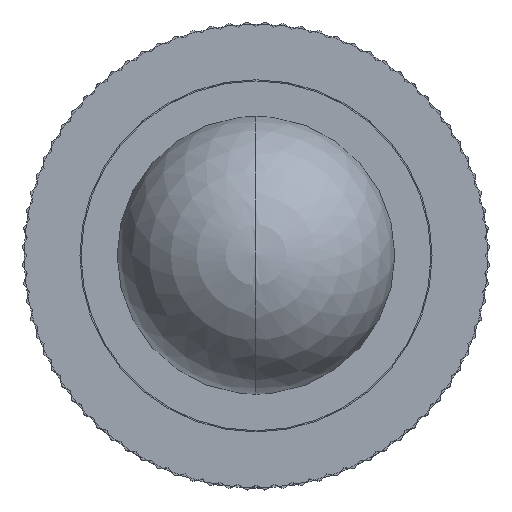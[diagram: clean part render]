
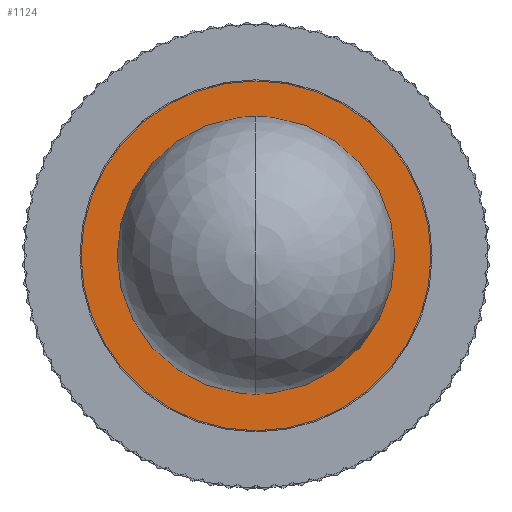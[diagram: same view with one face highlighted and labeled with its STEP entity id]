
A CAD part, top view. The second image highlights one B-rep face of the part: STEP entity #1124.
In plain terms, the highlighted planar face has unit normal (0, 0, 1).
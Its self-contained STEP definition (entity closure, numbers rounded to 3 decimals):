
#1124=ADVANCED_FACE('',(#2458,#2459),#2460,.F.);
#2458=FACE_BOUND('',#4008,.T.);
#2459=FACE_OUTER_BOUND('',#4009,.T.);
#2460=PLANE('',#4010);
#4008=EDGE_LOOP('',(#7271,#7272));
#4009=EDGE_LOOP('',(#7273,#7274));
#4010=AXIS2_PLACEMENT_3D('',#7275,#7276,#7277);
#7271=ORIENTED_EDGE('',*,*,#10586,.T.);
#7272=ORIENTED_EDGE('',*,*,#10729,.T.);
#7273=ORIENTED_EDGE('',*,*,#10562,.F.);
#7274=ORIENTED_EDGE('',*,*,#10506,.F.);
#7275=CARTESIAN_POINT('',(0.0,0.,0.));
#7276=DIRECTION('',(0.,0.,-1.0));
#7277=DIRECTION('',(0.0,1.0,0.));
#10506=EDGE_CURVE('',#13029,#13027,#13031,.T.);
#10562=EDGE_CURVE('',#13027,#13029,#13108,.T.);
#10586=EDGE_CURVE('',#13137,#13139,#13141,.T.);
#10729=EDGE_CURVE('',#13139,#13137,#13327,.T.);
#13027=VERTEX_POINT('',#16262);
#13029=VERTEX_POINT('',#16265);
#13031=CIRCLE('',#16268,3.775);
#13108=CIRCLE('',#16371,3.775);
#13137=VERTEX_POINT('',#16412);
#13139=VERTEX_POINT('',#16415);
#13141=CIRCLE('',#16418,1.75);
#13327=CIRCLE('',#16675,1.75);
#16262=CARTESIAN_POINT('',(0.0,3.775,0.));
#16265=CARTESIAN_POINT('',(0.,-3.775,0.));
#16268=AXIS2_PLACEMENT_3D('',#19070,#19071,#19072);
#16371=AXIS2_PLACEMENT_3D('',#19132,#19133,#19134);
#16412=CARTESIAN_POINT('',(0.0,1.75,0.));
#16415=CARTESIAN_POINT('',(0.,-1.75,0.));
#16418=AXIS2_PLACEMENT_3D('',#19155,#19156,#19157);
#16675=AXIS2_PLACEMENT_3D('',#19310,#19311,#19312);
#19070=CARTESIAN_POINT('',(0.0,0.,0.));
#19071=DIRECTION('',(0.,0.,-1.0));
#19072=DIRECTION('',(0.,1.0,0.));
#19132=CARTESIAN_POINT('',(0.0,0.,0.));
#19133=DIRECTION('',(0.,0.,-1.0));
#19134=DIRECTION('',(0.,1.0,0.));
#19155=CARTESIAN_POINT('',(0.,0.,0.));
#19156=DIRECTION('',(0.,0.,-1.0));
#19157=DIRECTION('',(0.0,1.0,0.));
#19310=CARTESIAN_POINT('',(0.,0.,0.));
#19311=DIRECTION('',(0.,0.,-1.0));
#19312=DIRECTION('',(0.0,1.0,0.));
